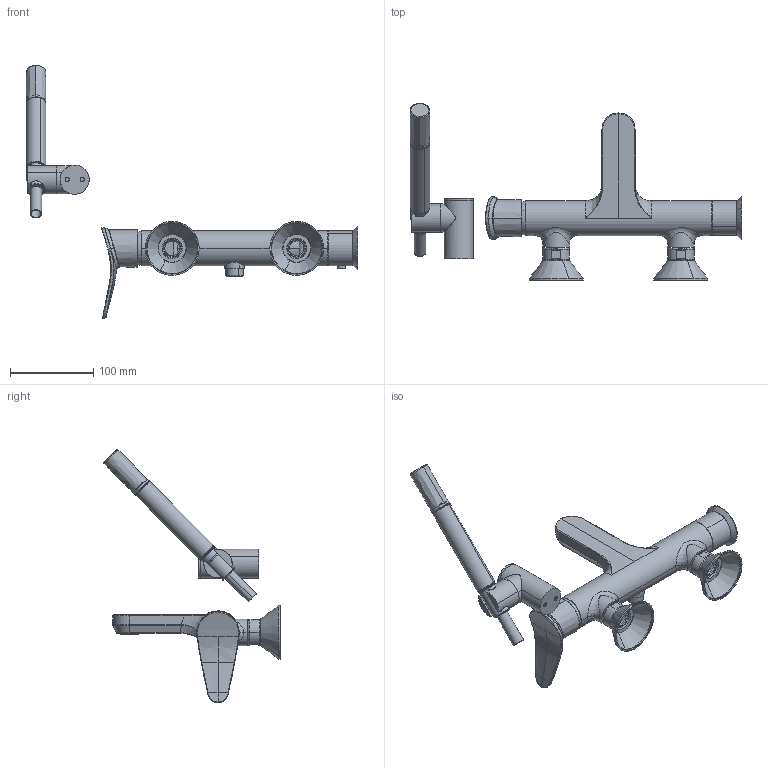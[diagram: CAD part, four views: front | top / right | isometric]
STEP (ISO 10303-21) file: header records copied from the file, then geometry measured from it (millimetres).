
FILE_DESCRIPTION(('CATIA V5 STEP Exchange','CAx-IF Rec.Pracs.--- Model Styling and Organization---1.5--- 2016-08-15','CAx-IF Rec.Pracs.---Supplemental Geometry---1.0---2011-11-01','CAx-IF Rec.Pracs.--- Composite Materials ---3.4---2017-06-13','CAx-IF Rec.Pracs.---Tessellated 3D Geometry---1.0---2015-12-17'),'2;1');
FILE_NAME('HC000123xx - rendering.stp','2024-01-31T09:08:21+00:00',('none'),('none'),'CATIA Version 5-6 Release 2020 SP2','CATIA V5 STEP AP242 v2','none');
FILE_SCHEMA(('AP242_MANAGED_MODEL_BASED_3D_ENGINEERING_MIM_LF {1 0 10303 442 1 1 4}'));
Products named in the file (1): PR.0432.13_AllCATPart
Bounding box: 399.5 x 212.59 x 304.84 mm (x, y, z)
Volume: 458662.2 mm3; surface area: 209189.6 mm2
Topology: 15 solids, 347 shells, 2194 faces, 6215 edges, 4481 vertices
Faces by surface type: plane 995, bspline 560, cylinder 308, cone 145, torus 118, extrusion 44, sphere 18, revolution 6
Entity records: 107117 total; most frequent: CARTESIAN_POINT 58843, ORIENTED_EDGE 10674, EDGE_CURVE 6163, DIRECTION 5887, VERTEX_POINT 4481, VECTOR 2637, B_SPLINE_CURVE_WITH_KNOTS 2610, LINE 2593
